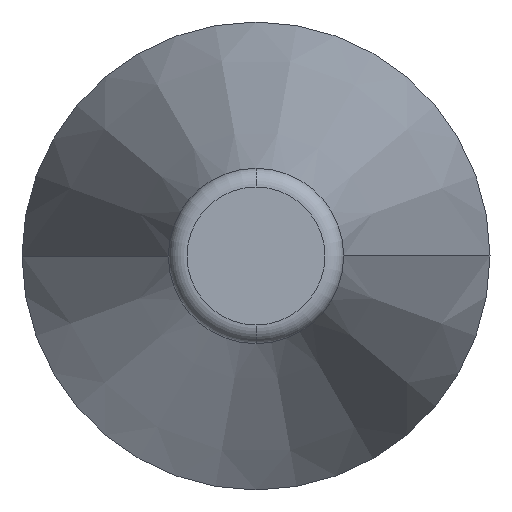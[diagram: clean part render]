
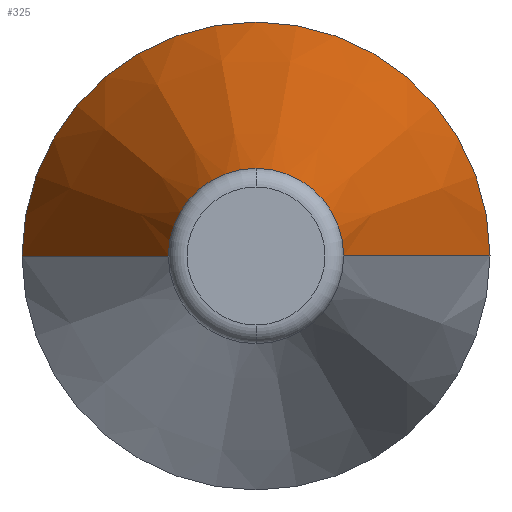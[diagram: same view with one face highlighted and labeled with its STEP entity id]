
A CAD part, front view. The second image highlights one B-rep face of the part: STEP entity #325.
In plain terms, the highlighted conical face has half-angle 15 degrees and reference radius 1.19 mm.
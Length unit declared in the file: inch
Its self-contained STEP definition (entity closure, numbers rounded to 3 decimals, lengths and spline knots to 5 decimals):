
#10 = VECTOR ( 'NONE', #24, 39.37008 ) ;
#24 = DIRECTION ( 'NONE',  ( -0.259, 0.966, 0. ) ) ;
#34 = CARTESIAN_POINT ( 'NONE',  ( 0., 0.281, 0. ) ) ;
#37 = CIRCLE ( 'NONE', #163, 0.04685 ) ;
#44 = VERTEX_POINT ( 'NONE', #82 ) ;
#55 = EDGE_CURVE ( 'NONE', #44, #311, #37, .T. ) ;
#74 = CARTESIAN_POINT ( 'NONE',  ( 0., 0.57266, 0. ) ) ;
#82 = CARTESIAN_POINT ( 'NONE',  ( -0.04685, 0.281, 0. ) ) ;
#94 = DIRECTION ( 'NONE',  ( -1., 0., 0. ) ) ;
#98 = VERTEX_POINT ( 'NONE', #184 ) ;
#99 = CIRCLE ( 'NONE', #344, 0.125 ) ;
#139 = LINE ( 'NONE', #356, #10 ) ;
#149 = DIRECTION ( 'NONE',  ( 0., 1., 0. ) ) ;
#158 = EDGE_CURVE ( 'NONE', #187, #98, #99, .T. ) ;
#163 = AXIS2_PLACEMENT_3D ( 'NONE', #203, #324, #384 ) ;
#180 = DIRECTION ( 'NONE',  ( -1., 0., 0. ) ) ;
#182 = EDGE_CURVE ( 'NONE', #311, #347, #252, .T. ) ;
#184 = CARTESIAN_POINT ( 'NONE',  ( 0.125, 0.57266, 0. ) ) ;
#187 = VERTEX_POINT ( 'NONE', #263 ) ;
#195 = EDGE_LOOP ( 'NONE', ( #282, #229, #309, #340, #371 ) ) ;
#203 = CARTESIAN_POINT ( 'NONE',  ( 0., 0.281, 0. ) ) ;
#217 = AXIS2_PLACEMENT_3D ( 'NONE', #34, #149, #180 ) ;
#225 = EDGE_CURVE ( 'NONE', #44, #187, #139, .T. ) ;
#229 = ORIENTED_EDGE ( 'NONE', *, *, #255, .T. ) ;
#230 = CARTESIAN_POINT ( 'NONE',  ( 0.04685, 0.281, 0. ) ) ;
#252 = CIRCLE ( 'NONE', #267, 0.04685 ) ;
#255 = EDGE_CURVE ( 'NONE', #347, #98, #265, .T. ) ;
#263 = CARTESIAN_POINT ( 'NONE',  ( -0.125, 0.57266, 0. ) ) ;
#265 = LINE ( 'NONE', #230, #297 ) ;
#267 = AXIS2_PLACEMENT_3D ( 'NONE', #286, #381, #348 ) ;
#277 = CARTESIAN_POINT ( 'NONE',  ( 0., 0.281, 0.04685 ) ) ;
#282 = ORIENTED_EDGE ( 'NONE', *, *, #182, .T. ) ;
#286 = CARTESIAN_POINT ( 'NONE',  ( 0., 0.281, 0. ) ) ;
#297 = VECTOR ( 'NONE', #352, 39.37008 ) ;
#306 = FACE_OUTER_BOUND ( 'NONE', #195, .T. ) ;
#309 = ORIENTED_EDGE ( 'NONE', *, *, #158, .F. ) ;
#311 = VERTEX_POINT ( 'NONE', #277 ) ;
#324 = DIRECTION ( 'NONE',  ( 0., 1., 0. ) ) ;
#325 = ADVANCED_FACE ( 'NONE', ( #306 ), #383, .T. ) ;
#340 = ORIENTED_EDGE ( 'NONE', *, *, #225, .F. ) ;
#344 = AXIS2_PLACEMENT_3D ( 'NONE', #74, #370, #94 ) ;
#347 = VERTEX_POINT ( 'NONE', #368 ) ;
#348 = DIRECTION ( 'NONE',  ( -1., 0., 0. ) ) ;
#352 = DIRECTION ( 'NONE',  ( 0.259, 0.966, 0. ) ) ;
#356 = CARTESIAN_POINT ( 'NONE',  ( -0.04685, 0.281, 0. ) ) ;
#368 = CARTESIAN_POINT ( 'NONE',  ( 0.04685, 0.281, 0. ) ) ;
#370 = DIRECTION ( 'NONE',  ( 0., 1., 0. ) ) ;
#371 = ORIENTED_EDGE ( 'NONE', *, *, #55, .T. ) ;
#381 = DIRECTION ( 'NONE',  ( 0., 1., 0. ) ) ;
#383 = CONICAL_SURFACE ( 'NONE', #217, 0.04685, 0.262 ) ;
#384 = DIRECTION ( 'NONE',  ( -1., 0., 0. ) ) ;
